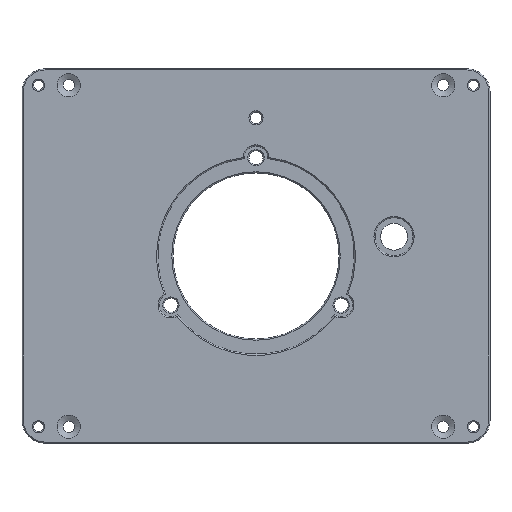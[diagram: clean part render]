
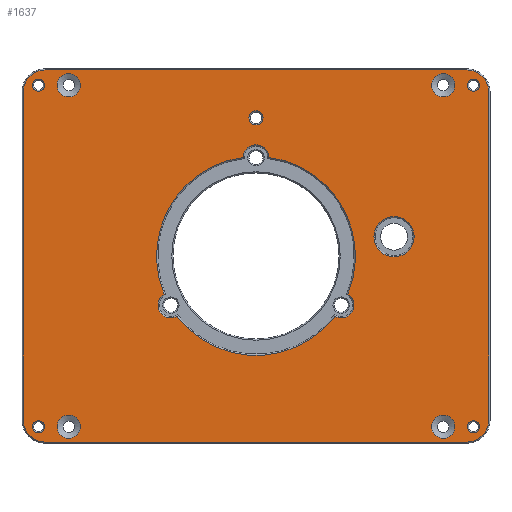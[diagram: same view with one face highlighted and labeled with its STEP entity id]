
A CAD part, top view. The second image highlights one B-rep face of the part: STEP entity #1637.
In plain terms, the highlighted planar face has unit normal (0, 0, 1).
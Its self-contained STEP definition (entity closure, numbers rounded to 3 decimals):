
#45=FACE_BOUND('',#302,.T.);
#46=FACE_BOUND('',#303,.T.);
#47=FACE_BOUND('',#304,.T.);
#48=FACE_BOUND('',#305,.T.);
#49=FACE_BOUND('',#306,.T.);
#50=FACE_BOUND('',#307,.T.);
#51=FACE_BOUND('',#308,.T.);
#52=FACE_BOUND('',#309,.T.);
#53=FACE_BOUND('',#310,.T.);
#54=FACE_BOUND('',#311,.T.);
#55=FACE_BOUND('',#312,.T.);
#65=PLANE('',#1845);
#172=FACE_OUTER_BOUND('',#301,.T.);
#301=EDGE_LOOP('',(#1343,#1344,#1345,#1346,#1347,#1348,#1349,#1350));
#302=EDGE_LOOP('',(#1351));
#303=EDGE_LOOP('',(#1352));
#304=EDGE_LOOP('',(#1353));
#305=EDGE_LOOP('',(#1354));
#306=EDGE_LOOP('',(#1355));
#307=EDGE_LOOP('',(#1356,#1357,#1358,#1359,#1360,#1361));
#308=EDGE_LOOP('',(#1362));
#309=EDGE_LOOP('',(#1363));
#310=EDGE_LOOP('',(#1364));
#311=EDGE_LOOP('',(#1365));
#312=EDGE_LOOP('',(#1366));
#427=LINE('',#2792,#538);
#428=LINE('',#2796,#539);
#429=LINE('',#2800,#540);
#430=LINE('',#2804,#541);
#538=VECTOR('',#2294,10.);
#539=VECTOR('',#2297,10.);
#540=VECTOR('',#2300,10.);
#541=VECTOR('',#2303,10.);
#578=CIRCLE('',#1696,5.);
#581=CIRCLE('',#1701,5.);
#584=CIRCLE('',#1706,5.);
#587=CIRCLE('',#1711,5.);
#664=CIRCLE('',#1844,2.617);
#665=CIRCLE('',#1846,9.4);
#666=CIRCLE('',#1847,9.4);
#667=CIRCLE('',#1848,9.4);
#668=CIRCLE('',#1849,9.4);
#669=CIRCLE('',#1850,2.617);
#670=CIRCLE('',#1851,5.5);
#671=CIRCLE('',#1852,42.5);
#672=CIRCLE('',#1853,5.5);
#673=CIRCLE('',#1854,42.5);
#674=CIRCLE('',#1855,5.5);
#675=CIRCLE('',#1856,42.5);
#676=CIRCLE('',#1857,2.617);
#677=CIRCLE('',#1858,2.617);
#678=CIRCLE('',#1859,8.6);
#679=CIRCLE('',#1860,3.018);
#692=VERTEX_POINT('',#2470);
#695=VERTEX_POINT('',#2480);
#698=VERTEX_POINT('',#2490);
#701=VERTEX_POINT('',#2500);
#789=VERTEX_POINT('',#2786);
#790=VERTEX_POINT('',#2790);
#791=VERTEX_POINT('',#2791);
#792=VERTEX_POINT('',#2793);
#793=VERTEX_POINT('',#2795);
#794=VERTEX_POINT('',#2797);
#795=VERTEX_POINT('',#2799);
#796=VERTEX_POINT('',#2801);
#797=VERTEX_POINT('',#2803);
#798=VERTEX_POINT('',#2806);
#799=VERTEX_POINT('',#2808);
#800=VERTEX_POINT('',#2809);
#801=VERTEX_POINT('',#2811);
#802=VERTEX_POINT('',#2813);
#803=VERTEX_POINT('',#2815);
#804=VERTEX_POINT('',#2817);
#805=VERTEX_POINT('',#2820);
#806=VERTEX_POINT('',#2822);
#807=VERTEX_POINT('',#2824);
#808=VERTEX_POINT('',#2826);
#829=EDGE_CURVE('',#692,#692,#578,.T.);
#834=EDGE_CURVE('',#695,#695,#581,.T.);
#839=EDGE_CURVE('',#698,#698,#584,.T.);
#844=EDGE_CURVE('',#701,#701,#587,.T.);
#986=EDGE_CURVE('',#789,#789,#664,.T.);
#988=EDGE_CURVE('',#790,#791,#427,.T.);
#989=EDGE_CURVE('',#792,#790,#665,.T.);
#990=EDGE_CURVE('',#793,#792,#428,.T.);
#991=EDGE_CURVE('',#794,#793,#666,.T.);
#992=EDGE_CURVE('',#795,#794,#429,.T.);
#993=EDGE_CURVE('',#796,#795,#667,.T.);
#994=EDGE_CURVE('',#797,#796,#430,.T.);
#995=EDGE_CURVE('',#791,#797,#668,.T.);
#996=EDGE_CURVE('',#798,#798,#669,.T.);
#997=EDGE_CURVE('',#799,#800,#670,.T.);
#998=EDGE_CURVE('',#801,#799,#671,.T.);
#999=EDGE_CURVE('',#802,#801,#672,.T.);
#1000=EDGE_CURVE('',#803,#802,#673,.T.);
#1001=EDGE_CURVE('',#804,#803,#674,.T.);
#1002=EDGE_CURVE('',#800,#804,#675,.T.);
#1003=EDGE_CURVE('',#805,#805,#676,.T.);
#1004=EDGE_CURVE('',#806,#806,#677,.T.);
#1005=EDGE_CURVE('',#807,#807,#678,.T.);
#1006=EDGE_CURVE('',#808,#808,#679,.T.);
#1343=ORIENTED_EDGE('',*,*,#988,.F.);
#1344=ORIENTED_EDGE('',*,*,#989,.F.);
#1345=ORIENTED_EDGE('',*,*,#990,.F.);
#1346=ORIENTED_EDGE('',*,*,#991,.F.);
#1347=ORIENTED_EDGE('',*,*,#992,.F.);
#1348=ORIENTED_EDGE('',*,*,#993,.F.);
#1349=ORIENTED_EDGE('',*,*,#994,.F.);
#1350=ORIENTED_EDGE('',*,*,#995,.F.);
#1351=ORIENTED_EDGE('',*,*,#829,.T.);
#1352=ORIENTED_EDGE('',*,*,#834,.T.);
#1353=ORIENTED_EDGE('',*,*,#839,.T.);
#1354=ORIENTED_EDGE('',*,*,#844,.T.);
#1355=ORIENTED_EDGE('',*,*,#996,.F.);
#1356=ORIENTED_EDGE('',*,*,#997,.F.);
#1357=ORIENTED_EDGE('',*,*,#998,.F.);
#1358=ORIENTED_EDGE('',*,*,#999,.F.);
#1359=ORIENTED_EDGE('',*,*,#1000,.F.);
#1360=ORIENTED_EDGE('',*,*,#1001,.F.);
#1361=ORIENTED_EDGE('',*,*,#1002,.F.);
#1362=ORIENTED_EDGE('',*,*,#1003,.F.);
#1363=ORIENTED_EDGE('',*,*,#1004,.F.);
#1364=ORIENTED_EDGE('',*,*,#1005,.F.);
#1365=ORIENTED_EDGE('',*,*,#1006,.F.);
#1366=ORIENTED_EDGE('',*,*,#986,.F.);
#1637=ADVANCED_FACE('',(#172,#45,#46,#47,#48,#49,#50,#51,#52,#53,#54,#55),
#65,.T.);
#1696=AXIS2_PLACEMENT_3D('',#2471,#1922,#1923);
#1701=AXIS2_PLACEMENT_3D('',#2481,#1934,#1935);
#1706=AXIS2_PLACEMENT_3D('',#2491,#1946,#1947);
#1711=AXIS2_PLACEMENT_3D('',#2501,#1958,#1959);
#1844=AXIS2_PLACEMENT_3D('',#2787,#2289,#2290);
#1845=AXIS2_PLACEMENT_3D('',#2789,#2292,#2293);
#1846=AXIS2_PLACEMENT_3D('',#2794,#2295,#2296);
#1847=AXIS2_PLACEMENT_3D('',#2798,#2298,#2299);
#1848=AXIS2_PLACEMENT_3D('',#2802,#2301,#2302);
#1849=AXIS2_PLACEMENT_3D('',#2805,#2304,#2305);
#1850=AXIS2_PLACEMENT_3D('',#2807,#2306,#2307);
#1851=AXIS2_PLACEMENT_3D('',#2810,#2308,#2309);
#1852=AXIS2_PLACEMENT_3D('',#2812,#2310,#2311);
#1853=AXIS2_PLACEMENT_3D('',#2814,#2312,#2313);
#1854=AXIS2_PLACEMENT_3D('',#2816,#2314,#2315);
#1855=AXIS2_PLACEMENT_3D('',#2818,#2316,#2317);
#1856=AXIS2_PLACEMENT_3D('',#2819,#2318,#2319);
#1857=AXIS2_PLACEMENT_3D('',#2821,#2320,#2321);
#1858=AXIS2_PLACEMENT_3D('',#2823,#2322,#2323);
#1859=AXIS2_PLACEMENT_3D('',#2825,#2324,#2325);
#1860=AXIS2_PLACEMENT_3D('',#2827,#2326,#2327);
#1922=DIRECTION('center_axis',(0.,0.,-1.));
#1923=DIRECTION('ref_axis',(1.,0.,0.));
#1934=DIRECTION('center_axis',(0.,0.,-1.));
#1935=DIRECTION('ref_axis',(1.,0.,0.));
#1946=DIRECTION('center_axis',(0.,0.,-1.));
#1947=DIRECTION('ref_axis',(1.,0.,0.));
#1958=DIRECTION('center_axis',(0.,0.,-1.));
#1959=DIRECTION('ref_axis',(1.,0.,0.));
#2289=DIRECTION('center_axis',(0.,0.,1.));
#2290=DIRECTION('ref_axis',(1.,0.,0.));
#2292=DIRECTION('center_axis',(0.,0.,1.));
#2293=DIRECTION('ref_axis',(1.,0.,0.));
#2294=DIRECTION('',(-1.,0.,0.));
#2295=DIRECTION('center_axis',(0.,0.,-1.));
#2296=DIRECTION('ref_axis',(0.707,-0.707,0.));
#2297=DIRECTION('',(0.,-1.,0.));
#2298=DIRECTION('center_axis',(0.,0.,-1.));
#2299=DIRECTION('ref_axis',(0.707,0.707,0.));
#2300=DIRECTION('',(1.,0.,0.));
#2301=DIRECTION('center_axis',(0.,0.,-1.));
#2302=DIRECTION('ref_axis',(-0.707,0.707,0.));
#2303=DIRECTION('',(0.,1.,0.));
#2304=DIRECTION('center_axis',(0.,0.,-1.));
#2305=DIRECTION('ref_axis',(-0.707,-0.707,0.));
#2306=DIRECTION('center_axis',(0.,0.,1.));
#2307=DIRECTION('ref_axis',(1.,0.,0.));
#2308=DIRECTION('center_axis',(0.,0.,1.));
#2309=DIRECTION('ref_axis',(1.,0.,0.));
#2310=DIRECTION('center_axis',(0.,0.,1.));
#2311=DIRECTION('ref_axis',(-1.,0.,0.));
#2312=DIRECTION('center_axis',(0.,0.,1.));
#2313=DIRECTION('ref_axis',(-1.,0.,0.));
#2314=DIRECTION('center_axis',(0.,0.,1.));
#2315=DIRECTION('ref_axis',(-1.,0.,0.));
#2316=DIRECTION('center_axis',(0.,0.,1.));
#2317=DIRECTION('ref_axis',(-1.,0.,0.));
#2318=DIRECTION('center_axis',(0.,0.,1.));
#2319=DIRECTION('ref_axis',(1.,0.,0.));
#2320=DIRECTION('center_axis',(0.,0.,1.));
#2321=DIRECTION('ref_axis',(1.,0.,0.));
#2322=DIRECTION('center_axis',(0.,0.,1.));
#2323=DIRECTION('ref_axis',(1.,0.,0.));
#2324=DIRECTION('center_axis',(0.,0.,1.));
#2325=DIRECTION('ref_axis',(-1.,0.,0.));
#2326=DIRECTION('center_axis',(0.,0.,1.));
#2327=DIRECTION('ref_axis',(-1.,0.,0.));
#2470=CARTESIAN_POINT('',(74.98,-73.,0.));
#2471=CARTESIAN_POINT('Origin',(79.98,-73.,0.));
#2480=CARTESIAN_POINT('',(-84.98,73.,0.));
#2481=CARTESIAN_POINT('Origin',(-79.98,73.,0.));
#2490=CARTESIAN_POINT('',(74.98,73.,0.));
#2491=CARTESIAN_POINT('Origin',(79.98,73.,0.));
#2500=CARTESIAN_POINT('',(-84.98,-73.,0.));
#2501=CARTESIAN_POINT('Origin',(-79.98,-73.,0.));
#2786=CARTESIAN_POINT('',(90.383,73.,0.));
#2787=CARTESIAN_POINT('Origin',(93.,73.,0.));
#2789=CARTESIAN_POINT('Origin',(0.,0.,0.));
#2790=CARTESIAN_POINT('',(90.1,-79.5,0.));
#2791=CARTESIAN_POINT('',(-90.1,-79.5,0.));
#2792=CARTESIAN_POINT('',(50.,-79.5,0.));
#2793=CARTESIAN_POINT('',(99.5,-70.1,0.));
#2794=CARTESIAN_POINT('Origin',(90.1,-70.1,0.));
#2795=CARTESIAN_POINT('',(99.5,70.1,0.));
#2796=CARTESIAN_POINT('',(99.5,40.,0.));
#2797=CARTESIAN_POINT('',(90.1,79.5,0.));
#2798=CARTESIAN_POINT('Origin',(90.1,70.1,0.));
#2799=CARTESIAN_POINT('',(-90.1,79.5,0.));
#2800=CARTESIAN_POINT('',(-50.,79.5,0.));
#2801=CARTESIAN_POINT('',(-99.5,70.1,0.));
#2802=CARTESIAN_POINT('Origin',(-90.1,70.1,0.));
#2803=CARTESIAN_POINT('',(-99.5,-70.1,0.));
#2804=CARTESIAN_POINT('',(-99.5,-40.,0.));
#2805=CARTESIAN_POINT('Origin',(-90.1,-70.1,0.));
#2806=CARTESIAN_POINT('',(-95.617,73.,0.));
#2807=CARTESIAN_POINT('Origin',(-93.,73.,0.));
#2808=CARTESIAN_POINT('',(33.748,-25.833,0.));
#2809=CARTESIAN_POINT('',(39.246,-16.31,0.));
#2810=CARTESIAN_POINT('Origin',(36.373,-21.,0.));
#2811=CARTESIAN_POINT('',(-33.748,-25.833,0.));
#2812=CARTESIAN_POINT('Origin',(0.,0.,
0.));
#2813=CARTESIAN_POINT('',(-39.246,-16.31,0.));
#2814=CARTESIAN_POINT('Origin',(-36.373,-21.,0.));
#2815=CARTESIAN_POINT('',(-5.498,42.143,0.));
#2816=CARTESIAN_POINT('Origin',(0.,0.,
0.));
#2817=CARTESIAN_POINT('',(5.498,42.143,0.));
#2818=CARTESIAN_POINT('Origin',(0.,42.,0.));
#2819=CARTESIAN_POINT('Origin',(0.,0.,
0.));
#2820=CARTESIAN_POINT('',(90.383,-73.,0.));
#2821=CARTESIAN_POINT('Origin',(93.,-73.,0.));
#2822=CARTESIAN_POINT('',(-95.617,-73.,0.));
#2823=CARTESIAN_POINT('Origin',(-93.,-73.,0.));
#2824=CARTESIAN_POINT('',(67.6,8.25,0.));
#2825=CARTESIAN_POINT('Origin',(59.,8.25,0.));
#2826=CARTESIAN_POINT('',(3.018,59.,0.));
#2827=CARTESIAN_POINT('Origin',(0.,59.,0.));
